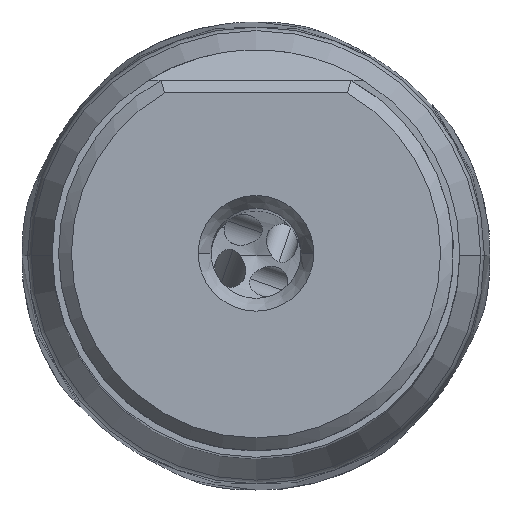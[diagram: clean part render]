
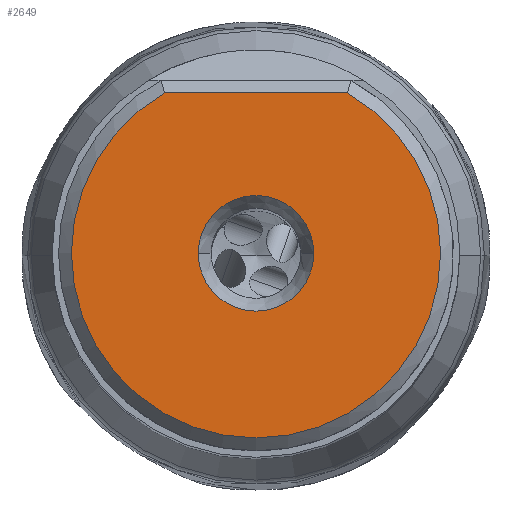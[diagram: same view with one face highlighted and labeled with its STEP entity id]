
A CAD part, top view. The second image highlights one B-rep face of the part: STEP entity #2649.
In plain terms, the highlighted planar face has unit normal (0, 0, 1).
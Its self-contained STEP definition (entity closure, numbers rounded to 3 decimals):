
#622=LINE('',#27472,#976);
#976=VECTOR('',#11575,1.);
#2649=ADVANCED_FACE('',(#2996,#2997),#2941,.T.);
#2941=PLANE('',#9914);
#2996=FACE_BOUND('',#3320,.T.);
#2997=FACE_BOUND('',#3321,.T.);
#3320=EDGE_LOOP('',(#5453,#5454,#5455));
#3321=EDGE_LOOP('',(#5456,#5457));
#5453=ORIENTED_EDGE('',*,*,#8416,.F.);
#5454=ORIENTED_EDGE('',*,*,#8417,.F.);
#5455=ORIENTED_EDGE('',*,*,#8418,.T.);
#5456=ORIENTED_EDGE('',*,*,#8415,.F.);
#5457=ORIENTED_EDGE('',*,*,#8419,.F.);
#7137=VERTEX_POINT('',#27462);
#7138=VERTEX_POINT('',#27464);
#7139=VERTEX_POINT('',#27468);
#7140=VERTEX_POINT('',#27469);
#7141=VERTEX_POINT('',#27471);
#8415=EDGE_CURVE('',#7138,#7137,#9018,.T.);
#8416=EDGE_CURVE('',#7139,#7140,#9019,.T.);
#8417=EDGE_CURVE('',#7141,#7139,#9020,.T.);
#8418=EDGE_CURVE('',#7141,#7140,#622,.T.);
#8419=EDGE_CURVE('',#7137,#7138,#9021,.T.);
#9018=CIRCLE('',#9909,4.5);
#9019=CIRCLE('',#9911,14.375);
#9020=CIRCLE('',#9912,14.375);
#9021=CIRCLE('',#9913,4.5);
#9909=AXIS2_PLACEMENT_3D('',#27465,#11567,#11568);
#9911=AXIS2_PLACEMENT_3D('',#27467,#11571,#11572);
#9912=AXIS2_PLACEMENT_3D('',#27470,#11573,#11574);
#9913=AXIS2_PLACEMENT_3D('',#27473,#11576,#11577);
#9914=AXIS2_PLACEMENT_3D('',#27474,#11578,#11579);
#11567=DIRECTION('',(0.,0.,1.));
#11568=DIRECTION('',(-1.,0.,0.));
#11571=DIRECTION('',(0.,0.,-1.));
#11572=DIRECTION('',(0.,-1.,0.));
#11573=DIRECTION('',(0.,0.,-1.));
#11574=DIRECTION('',(0.496,0.869,0.));
#11575=DIRECTION('',(-1.,0.,0.));
#11576=DIRECTION('',(0.,0.,1.));
#11577=DIRECTION('',(1.,0.,0.));
#11578=DIRECTION('',(0.,0.,1.));
#11579=DIRECTION('',(-1.,0.,0.));
#27462=CARTESIAN_POINT('',(4.5,0.,0.));
#27464=CARTESIAN_POINT('',(-4.5,0.,0.));
#27465=CARTESIAN_POINT('',(0.,0.,0.));
#27467=CARTESIAN_POINT('',(0.,0.,0.));
#27468=CARTESIAN_POINT('',(0.,-14.375,0.));
#27469=CARTESIAN_POINT('',(-7.125,12.485,0.));
#27470=CARTESIAN_POINT('',(0.,0.,0.));
#27471=CARTESIAN_POINT('',(7.125,12.485,0.));
#27472=CARTESIAN_POINT('',(7.125,12.485,0.));
#27473=CARTESIAN_POINT('',(0.,0.,0.));
#27474=CARTESIAN_POINT('',(0.,-0.945,0.));
